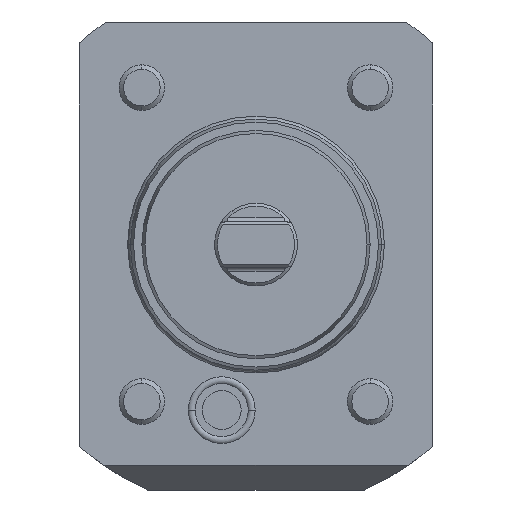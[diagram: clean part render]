
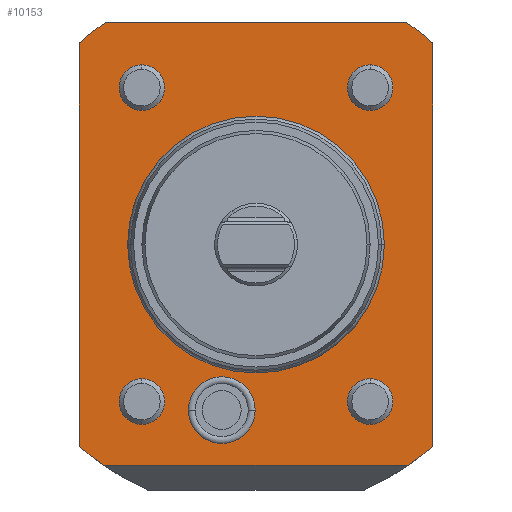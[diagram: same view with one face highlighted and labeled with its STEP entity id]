
A CAD part, front view. The second image highlights one B-rep face of the part: STEP entity #10153.
In plain terms, the highlighted planar face has unit normal (0, -1, 0).
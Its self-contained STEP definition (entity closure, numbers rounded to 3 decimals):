
#3576=DIRECTION('',(1.,0.,0.));
#3577=VECTOR('',#3576,53.428);
#3578=CARTESIAN_POINT('',(-26.714,0.,-38.67));
#3579=LINE('',#3578,#3577);
#3586=CARTESIAN_POINT('',(0.,0.,0.));
#3587=DIRECTION('',(0.,-1.,0.));
#3588=DIRECTION('',(-0.66,0.,-0.752));
#3589=AXIS2_PLACEMENT_3D('',#3586,#3587,#3588);
#3591=DIRECTION('',(0.,0.,-1.));
#3592=VECTOR('',#3591,70.654);
#3593=CARTESIAN_POINT('',(-31.,0.,35.327));
#3594=LINE('',#3593,#3592);
#3595=CARTESIAN_POINT('',(0.,0.,0.));
#3596=DIRECTION('',(0.,-1.,0.));
#3597=DIRECTION('',(-0.558,0.,0.83));
#3598=AXIS2_PLACEMENT_3D('',#3595,#3596,#3597);
#3600=DIRECTION('',(-1.,0.,0.));
#3601=VECTOR('',#3600,52.46);
#3602=CARTESIAN_POINT('',(26.23,0.,39.));
#3603=LINE('',#3602,#3601);
#3604=CARTESIAN_POINT('',(0.,0.,0.));
#3605=DIRECTION('',(0.,-1.,0.));
#3606=DIRECTION('',(0.66,0.,0.752));
#3607=AXIS2_PLACEMENT_3D('',#3604,#3605,#3606);
#3609=DIRECTION('',(0.,0.,1.));
#3610=VECTOR('',#3609,70.654);
#3611=CARTESIAN_POINT('',(31.,0.,-35.327));
#3612=LINE('',#3611,#3610);
#3613=CARTESIAN_POINT('',(0.,0.,0.));
#3614=DIRECTION('',(0.,-1.,0.));
#3615=DIRECTION('',(0.568,0.,-0.823));
#3616=AXIS2_PLACEMENT_3D('',#3613,#3614,#3615);
#3623=CARTESIAN_POINT('',(-6.,0.,-29.));
#3624=DIRECTION('',(0.,1.,0.));
#3625=DIRECTION('',(-1.,0.,0.));
#3626=AXIS2_PLACEMENT_3D('',#3623,#3624,#3625);
#3643=CARTESIAN_POINT('',(-6.,0.,-29.));
#3644=DIRECTION('',(0.,1.,0.));
#3645=DIRECTION('',(1.,0.,0.));
#3646=AXIS2_PLACEMENT_3D('',#3643,#3644,#3645);
#3676=CARTESIAN_POINT('',(0.,0.,0.));
#3677=DIRECTION('',(0.,1.,0.));
#3678=DIRECTION('',(0.,0.,-1.));
#3679=AXIS2_PLACEMENT_3D('',#3676,#3677,#3678);
#3681=CARTESIAN_POINT('',(0.,0.,0.));
#3682=DIRECTION('',(0.,1.,0.));
#3683=DIRECTION('',(0.,0.,1.));
#3684=AXIS2_PLACEMENT_3D('',#3681,#3682,#3683);
#4350=CARTESIAN_POINT('',(20.,0.,27.5));
#4351=DIRECTION('',(0.,1.,0.));
#4352=DIRECTION('',(0.,0.,-1.));
#4353=AXIS2_PLACEMENT_3D('',#4350,#4351,#4352);
#4355=CARTESIAN_POINT('',(20.,0.,27.5));
#4356=DIRECTION('',(0.,1.,0.));
#4357=DIRECTION('',(0.,0.,1.));
#4358=AXIS2_PLACEMENT_3D('',#4355,#4356,#4357);
#4396=CARTESIAN_POINT('',(20.,0.,-27.5));
#4397=DIRECTION('',(0.,1.,0.));
#4398=DIRECTION('',(0.,0.,-1.));
#4399=AXIS2_PLACEMENT_3D('',#4396,#4397,#4398);
#4401=CARTESIAN_POINT('',(20.,0.,-27.5));
#4402=DIRECTION('',(0.,1.,0.));
#4403=DIRECTION('',(0.,0.,1.));
#4404=AXIS2_PLACEMENT_3D('',#4401,#4402,#4403);
#4442=CARTESIAN_POINT('',(-20.,0.,27.5));
#4443=DIRECTION('',(0.,1.,0.));
#4444=DIRECTION('',(0.,0.,-1.));
#4445=AXIS2_PLACEMENT_3D('',#4442,#4443,#4444);
#4447=CARTESIAN_POINT('',(-20.,0.,27.5));
#4448=DIRECTION('',(0.,1.,0.));
#4449=DIRECTION('',(0.,0.,1.));
#4450=AXIS2_PLACEMENT_3D('',#4447,#4448,#4449);
#4488=CARTESIAN_POINT('',(-20.,0.,-27.5));
#4489=DIRECTION('',(0.,1.,0.));
#4490=DIRECTION('',(0.,0.,-1.));
#4491=AXIS2_PLACEMENT_3D('',#4488,#4489,#4490);
#4493=CARTESIAN_POINT('',(-20.,0.,-27.5));
#4494=DIRECTION('',(0.,1.,0.));
#4495=DIRECTION('',(0.,0.,1.));
#4496=AXIS2_PLACEMENT_3D('',#4493,#4494,#4495);
#6394=CARTESIAN_POINT('',(-26.23,0.,39.));
#6395=CARTESIAN_POINT('',(-31.,0.,35.327));
#6396=VERTEX_POINT('',#6394);
#6397=VERTEX_POINT('',#6395);
#6398=CARTESIAN_POINT('',(-31.,0.,-35.327));
#6399=VERTEX_POINT('',#6398);
#6400=CARTESIAN_POINT('',(31.,0.,-35.327));
#6401=CARTESIAN_POINT('',(31.,0.,35.327));
#6402=VERTEX_POINT('',#6400);
#6403=VERTEX_POINT('',#6401);
#6404=CARTESIAN_POINT('',(26.23,0.,39.));
#6405=VERTEX_POINT('',#6404);
#6422=CARTESIAN_POINT('',(-26.714,0.,-38.67));
#6423=VERTEX_POINT('',#6422);
#6424=CARTESIAN_POINT('',(26.714,0.,-38.67));
#6425=VERTEX_POINT('',#6424);
#6434=CARTESIAN_POINT('',(0.,0.,-21.853));
#6435=CARTESIAN_POINT('',(0.,0.,21.853));
#6436=VERTEX_POINT('',#6434);
#6437=VERTEX_POINT('',#6435);
#6496=CARTESIAN_POINT('',(-11.85,0.,-29.));
#6497=CARTESIAN_POINT('',(-0.15,0.,-29.));
#6498=VERTEX_POINT('',#6496);
#6499=VERTEX_POINT('',#6497);
#6504=CARTESIAN_POINT('',(-20.,0.,23.5));
#6505=CARTESIAN_POINT('',(-20.,0.,31.5));
#6506=VERTEX_POINT('',#6504);
#6507=VERTEX_POINT('',#6505);
#6508=CARTESIAN_POINT('',(20.,0.,23.5));
#6509=CARTESIAN_POINT('',(20.,0.,31.5));
#6510=VERTEX_POINT('',#6508);
#6511=VERTEX_POINT('',#6509);
#6512=CARTESIAN_POINT('',(20.,0.,-31.5));
#6513=CARTESIAN_POINT('',(20.,0.,-23.5));
#6514=VERTEX_POINT('',#6512);
#6515=VERTEX_POINT('',#6513);
#6516=CARTESIAN_POINT('',(-20.,0.,-31.5));
#6517=CARTESIAN_POINT('',(-20.,0.,-23.5));
#6518=VERTEX_POINT('',#6516);
#6519=VERTEX_POINT('',#6517);
#10102=CARTESIAN_POINT('',(0.,0.,0.));
#10103=DIRECTION('',(0.,-1.,0.));
#10104=DIRECTION('',(-1.,0.,0.));
#10105=AXIS2_PLACEMENT_3D('',#10102,#10103,#10104);
#10106=PLANE('',#10105);
#10107=ORIENTED_EDGE('',*,*,#10095,.F.);
#10108=ORIENTED_EDGE('',*,*,#10069,.F.);
#10109=ORIENTED_EDGE('',*,*,#9465,.F.);
#10110=ORIENTED_EDGE('',*,*,#9489,.F.);
#10111=ORIENTED_EDGE('',*,*,#9503,.F.);
#10112=ORIENTED_EDGE('',*,*,#9517,.F.);
#10113=ORIENTED_EDGE('',*,*,#9529,.F.);
#10114=ORIENTED_EDGE('',*,*,#9556,.F.);
#10115=EDGE_LOOP('',(#10107,#10108,#10109,#10110,#10111,#10112,#10113,#10114));
#10116=FACE_OUTER_BOUND('',#10115,.F.);
#10118=ORIENTED_EDGE('',*,*,#10117,.F.);
#10120=ORIENTED_EDGE('',*,*,#10119,.F.);
#10121=EDGE_LOOP('',(#10118,#10120));
#10122=FACE_BOUND('',#10121,.F.);
#10124=ORIENTED_EDGE('',*,*,#10123,.F.);
#10126=ORIENTED_EDGE('',*,*,#10125,.F.);
#10127=EDGE_LOOP('',(#10124,#10126));
#10128=FACE_BOUND('',#10127,.F.);
#10130=ORIENTED_EDGE('',*,*,#10129,.F.);
#10132=ORIENTED_EDGE('',*,*,#10131,.F.);
#10133=EDGE_LOOP('',(#10130,#10132));
#10134=FACE_BOUND('',#10133,.F.);
#10136=ORIENTED_EDGE('',*,*,#10135,.F.);
#10138=ORIENTED_EDGE('',*,*,#10137,.F.);
#10139=EDGE_LOOP('',(#10136,#10138));
#10140=FACE_BOUND('',#10139,.F.);
#10142=ORIENTED_EDGE('',*,*,#10141,.F.);
#10144=ORIENTED_EDGE('',*,*,#10143,.F.);
#10145=EDGE_LOOP('',(#10142,#10144));
#10146=FACE_BOUND('',#10145,.F.);
#10148=ORIENTED_EDGE('',*,*,#10147,.F.);
#10150=ORIENTED_EDGE('',*,*,#10149,.F.);
#10151=EDGE_LOOP('',(#10148,#10150));
#10152=FACE_BOUND('',#10151,.F.);
#3590=CIRCLE('',#3589,47.);
#3599=CIRCLE('',#3598,47.);
#3608=CIRCLE('',#3607,47.);
#3617=CIRCLE('',#3616,47.);
#3627=CIRCLE('',#3626,5.85);
#3647=CIRCLE('',#3646,5.85);
#3680=CIRCLE('',#3679,21.853);
#3685=CIRCLE('',#3684,21.853);
#4354=CIRCLE('',#4353,4.);
#4359=CIRCLE('',#4358,4.);
#4400=CIRCLE('',#4399,4.);
#4405=CIRCLE('',#4404,4.);
#4446=CIRCLE('',#4445,4.);
#4451=CIRCLE('',#4450,4.);
#4492=CIRCLE('',#4491,4.);
#4497=CIRCLE('',#4496,4.);
#9465=EDGE_CURVE('',#6397,#6399,#3594,.T.);
#9489=EDGE_CURVE('',#6396,#6397,#3599,.T.);
#9503=EDGE_CURVE('',#6405,#6396,#3603,.T.);
#9517=EDGE_CURVE('',#6403,#6405,#3608,.T.);
#9529=EDGE_CURVE('',#6402,#6403,#3612,.T.);
#9556=EDGE_CURVE('',#6425,#6402,#3617,.T.);
#10069=EDGE_CURVE('',#6399,#6423,#3590,.T.);
#10095=EDGE_CURVE('',#6423,#6425,#3579,.T.);
#10117=EDGE_CURVE('',#6498,#6499,#3627,.T.);
#10119=EDGE_CURVE('',#6499,#6498,#3647,.T.);
#10123=EDGE_CURVE('',#6436,#6437,#3680,.T.);
#10125=EDGE_CURVE('',#6437,#6436,#3685,.T.);
#10129=EDGE_CURVE('',#6510,#6511,#4354,.T.);
#10131=EDGE_CURVE('',#6511,#6510,#4359,.T.);
#10135=EDGE_CURVE('',#6514,#6515,#4400,.T.);
#10137=EDGE_CURVE('',#6515,#6514,#4405,.T.);
#10141=EDGE_CURVE('',#6506,#6507,#4446,.T.);
#10143=EDGE_CURVE('',#6507,#6506,#4451,.T.);
#10147=EDGE_CURVE('',#6518,#6519,#4492,.T.);
#10149=EDGE_CURVE('',#6519,#6518,#4497,.T.);
#10153=ADVANCED_FACE('',(#10116,#10122,#10128,#10134,#10140,#10146,#10152),
#10106,.T.);
